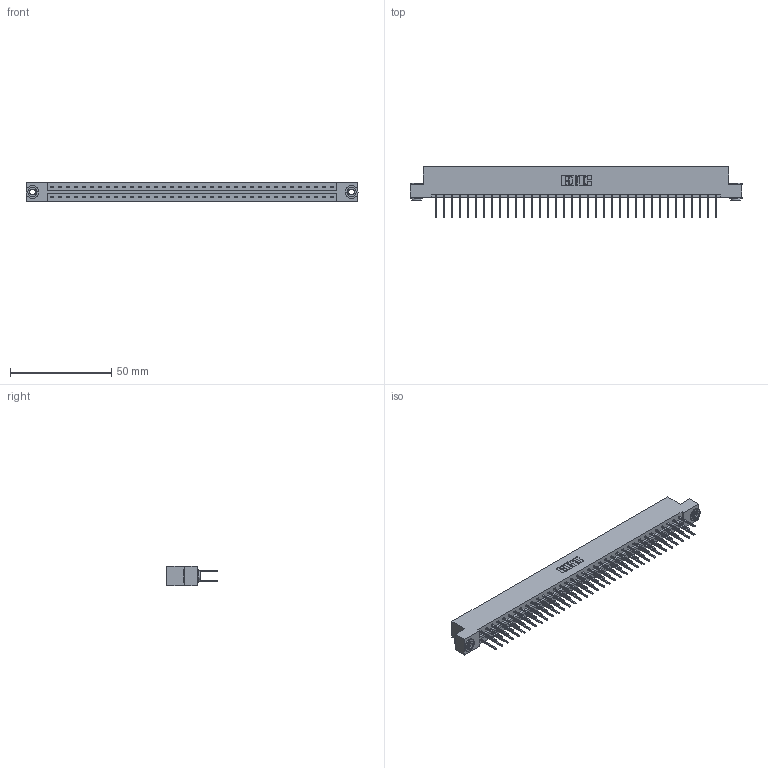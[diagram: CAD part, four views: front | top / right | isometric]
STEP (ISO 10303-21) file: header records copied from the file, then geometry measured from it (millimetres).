
FILE_DESCRIPTION (( 'STEP AP203' ), '1' );
FILE_NAME ('833-072-523-203.STEP', '2020-06-05T13:54:31', ( '' ), ( '' ), 'SwSTEP 2.0', 'SolidWorks 2020', '' );
FILE_SCHEMA (( 'CONFIG_CONTROL_DESIGN' ));
Length unit declared in the file: inch
Products named in the file (4): 833-072-523-203; 833 Part_Flush - .156 Dia - TH; 345-292-001_345-293-123; 345-250-002_345-250-002-102
Assembly tree (75 placements, depth 2):
  833-072-523-203
    833 Part_Flush - .156 Dia - TH
    345-292-001_345-293-123  x72
    345-250-002_345-250-002-102  x2
Bounding box: 164.19 x 25.15 x 9.4 mm (x, y, z)
Volume: 16873.3 mm3; surface area: 20803.3 mm2
Topology: 75 solids, 75 shells, 3896 faces, 11547 edges, 7598 vertices
Faces by surface type: plane 2672, cylinder 1216, cone 8
Entity records: 24604 total; most frequent: CARTESIAN_POINT 4061, ORIENTED_EDGE 3990, DIRECTION 3513, EDGE_CURVE 1995, VECTOR 1843, LINE 1843, VERTEX_POINT 1326, AXIS2_PLACEMENT_3D 835
